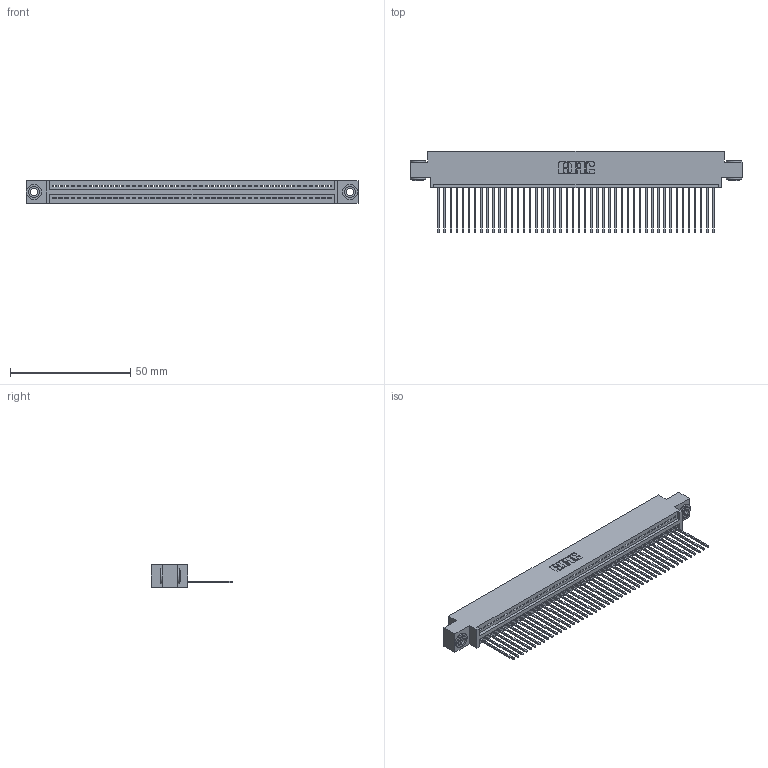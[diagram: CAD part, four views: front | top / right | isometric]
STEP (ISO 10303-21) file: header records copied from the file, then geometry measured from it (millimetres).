
FILE_DESCRIPTION (( 'STEP AP203' ), '1' );
FILE_NAME ('345-046-541-603.STEP', '2018-09-10T00:40:38', ( '' ), ( '' ), 'SwSTEP 2.0', 'SolidWorks 2016', '' );
FILE_SCHEMA (( 'CONFIG_CONTROL_DESIGN' ));
Length unit declared in the file: inch
Products named in the file (4): 345 Part_0.170 Offset - 0.156 Dia-TH; 345-292-001_345-293-141; 345-250-002_345-250-002-102; 345-046-541-603
Assembly tree (49 placements, depth 2):
  345-046-541-603
    345 Part_0.170 Offset - 0.156 Dia-TH
    345-292-001_345-293-141  x46
    345-250-002_345-250-002-102  x2
Bounding box: 138.05 x 33.96 x 9.4 mm (x, y, z)
Volume: 13202.6 mm3; surface area: 18833.6 mm2
Topology: 49 solids, 49 shells, 2836 faces, 8525 edges, 5618 vertices
Faces by surface type: plane 1934, cylinder 894, cone 8
Entity records: 34882 total; most frequent: CARTESIAN_POINT 6021, ORIENTED_EDGE 5994, DIRECTION 5283, EDGE_CURVE 2997, LINE 2657, VECTOR 2657, VERTEX_POINT 1994, AXIS2_PLACEMENT_3D 1313
